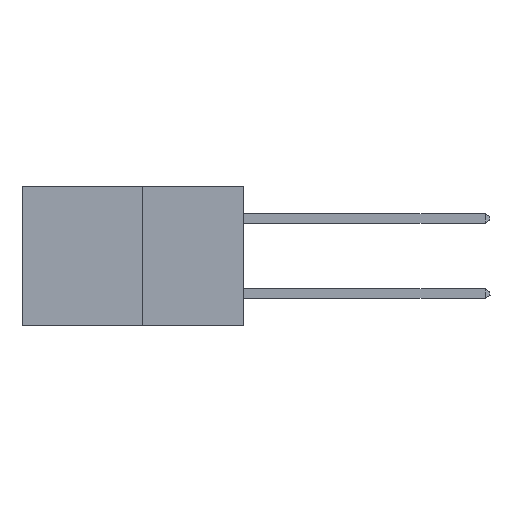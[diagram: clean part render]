
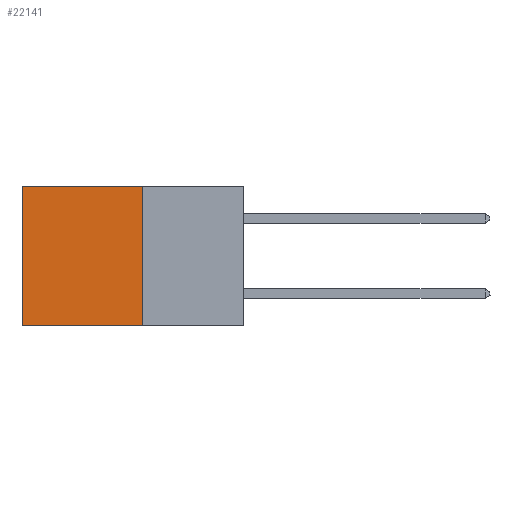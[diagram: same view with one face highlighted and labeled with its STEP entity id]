
A CAD part, left-side view. The second image highlights one B-rep face of the part: STEP entity #22141.
In plain terms, the highlighted planar face has unit normal (-1, 0, 0).
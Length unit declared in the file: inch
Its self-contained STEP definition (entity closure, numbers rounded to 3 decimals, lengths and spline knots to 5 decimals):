
#513 = DIRECTION ( 'NONE',  ( 0., 1., 0. ) ) ;
#1074 = EDGE_CURVE ( 'NONE', #21027, #1182, #17456, .T. ) ;
#1182 = VERTEX_POINT ( 'NONE', #9231 ) ;
#2953 = LINE ( 'NONE', #20389, #17244 ) ;
#2998 = DIRECTION ( 'NONE',  ( 0., 0., -1. ) ) ;
#3113 = CARTESIAN_POINT ( 'NONE',  ( 0.277, 0.59, -0.37 ) ) ;
#3355 = CARTESIAN_POINT ( 'NONE',  ( 0.277, 0.27, -0.37 ) ) ;
#3755 = LINE ( 'NONE', #3113, #12549 ) ;
#5174 = DIRECTION ( 'NONE',  ( 0., 1., 0. ) ) ;
#5469 = CARTESIAN_POINT ( 'NONE',  ( 0.277, 0.59, 0. ) ) ;
#7854 = ORIENTED_EDGE ( 'NONE', *, *, #23083, .T. ) ;
#8989 = AXIS2_PLACEMENT_3D ( 'NONE', #14100, #14182, #2998 ) ;
#9231 = CARTESIAN_POINT ( 'NONE',  ( 0.277, 0.59, -0.37 ) ) ;
#9698 = CARTESIAN_POINT ( 'NONE',  ( 0.277, 0.27, 0. ) ) ;
#10192 = ORIENTED_EDGE ( 'NONE', *, *, #16565, .F. ) ;
#10466 = LINE ( 'NONE', #19189, #14709 ) ;
#10778 = VERTEX_POINT ( 'NONE', #9698 ) ;
#10984 = ORIENTED_EDGE ( 'NONE', *, *, #21495, .T. ) ;
#12366 = PLANE ( 'NONE',  #8989 ) ;
#12549 = VECTOR ( 'NONE', #18023, 39.37008 ) ;
#14100 = CARTESIAN_POINT ( 'NONE',  ( 0.277, 0.27, -0.37 ) ) ;
#14182 = DIRECTION ( 'NONE',  ( 1., 0., 0. ) ) ;
#14709 = VECTOR ( 'NONE', #513, 39.37008 ) ;
#16565 = EDGE_CURVE ( 'NONE', #10778, #21027, #2953, .T. ) ;
#16959 = EDGE_LOOP ( 'NONE', ( #10984, #22200, #10192, #7854 ) ) ;
#17095 = FACE_OUTER_BOUND ( 'NONE', #16959, .T. ) ;
#17244 = VECTOR ( 'NONE', #22163, 39.37008 ) ;
#17456 = LINE ( 'NONE', #3355, #21730 ) ;
#18023 = DIRECTION ( 'NONE',  ( 0., 0., -1. ) ) ;
#19189 = CARTESIAN_POINT ( 'NONE',  ( 0.277, 0.27, 0. ) ) ;
#19575 = VERTEX_POINT ( 'NONE', #5469 ) ;
#20389 = CARTESIAN_POINT ( 'NONE',  ( 0.277, 0.27, -0.37 ) ) ;
#21027 = VERTEX_POINT ( 'NONE', #22135 ) ;
#21495 = EDGE_CURVE ( 'NONE', #19575, #1182, #3755, .T. ) ;
#21730 = VECTOR ( 'NONE', #5174, 39.37008 ) ;
#22135 = CARTESIAN_POINT ( 'NONE',  ( 0.277, 0.27, -0.37 ) ) ;
#22141 = ADVANCED_FACE ( 'NONE', ( #17095 ), #12366, .F. ) ;
#22163 = DIRECTION ( 'NONE',  ( 0., 0., -1. ) ) ;
#22200 = ORIENTED_EDGE ( 'NONE', *, *, #1074, .F. ) ;
#23083 = EDGE_CURVE ( 'NONE', #10778, #19575, #10466, .T. ) ;
